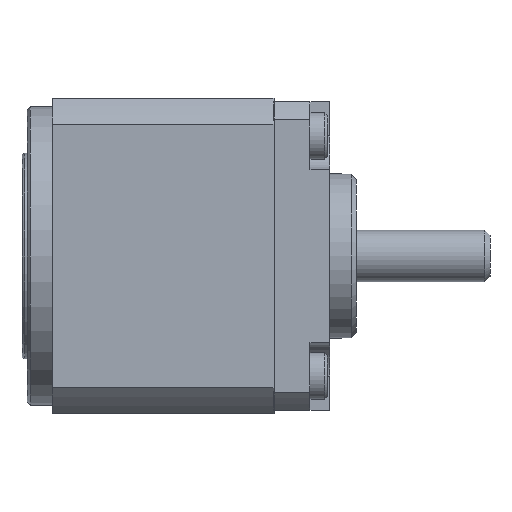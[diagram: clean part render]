
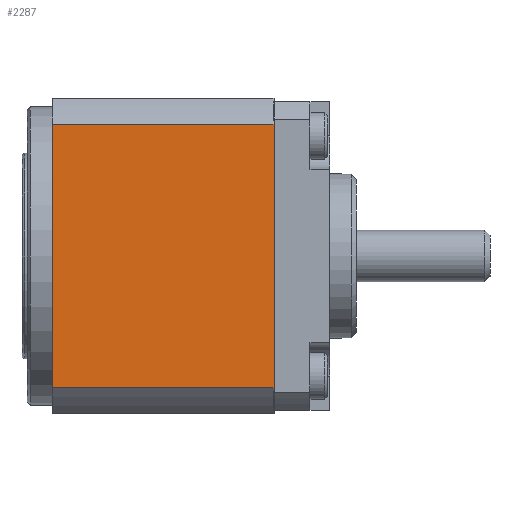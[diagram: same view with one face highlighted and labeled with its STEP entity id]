
A CAD part, front view. The second image highlights one B-rep face of the part: STEP entity #2287.
In plain terms, the highlighted planar face has unit normal (0, -1, 0).
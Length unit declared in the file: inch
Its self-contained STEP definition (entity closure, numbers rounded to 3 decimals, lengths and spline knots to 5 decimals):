
#542 = VERTEX_POINT ( 'NONE', #8042 ) ;
#715 = PLANE ( 'NONE',  #3051 ) ;
#737 = DIRECTION ( 'NONE',  ( -1., 0., 0. ) ) ;
#958 = EDGE_CURVE ( 'NONE', #7228, #542, #2967, .T. ) ;
#1309 = LINE ( 'NONE', #4572, #4703 ) ;
#1373 = DIRECTION ( 'NONE',  ( 0., 0., 1. ) ) ;
#1647 = CARTESIAN_POINT ( 'NONE',  ( 0.96457, -0.60433, -0.50476 ) ) ;
#1791 = CARTESIAN_POINT ( 'NONE',  ( 0., -0.60433, 0.50476 ) ) ;
#2287 = ADVANCED_FACE ( 'NONE', ( #5571 ), #715, .F. ) ;
#2518 = EDGE_LOOP ( 'NONE', ( #7115, #4278, #4254, #6513 ) ) ;
#2860 = LINE ( 'NONE', #3556, #6095 ) ;
#2967 = LINE ( 'NONE', #1791, #4474 ) ;
#3051 = AXIS2_PLACEMENT_3D ( 'NONE', #3912, #5223, #1373 ) ;
#3556 = CARTESIAN_POINT ( 'NONE',  ( 0.96457, -0.60433, 0.50476 ) ) ;
#3834 = EDGE_CURVE ( 'NONE', #542, #4422, #2860, .T. ) ;
#3888 = EDGE_CURVE ( 'NONE', #4294, #7228, #4371, .T. ) ;
#3912 = CARTESIAN_POINT ( 'NONE',  ( 0., -0.60433, 0.50476 ) ) ;
#4161 = VECTOR ( 'NONE', #6838, 39.37008 ) ;
#4224 = DIRECTION ( 'NONE',  ( 0., 0., -1. ) ) ;
#4254 = ORIENTED_EDGE ( 'NONE', *, *, #958, .F. ) ;
#4278 = ORIENTED_EDGE ( 'NONE', *, *, #3834, .F. ) ;
#4294 = VERTEX_POINT ( 'NONE', #6013 ) ;
#4371 = LINE ( 'NONE', #5573, #4161 ) ;
#4422 = VERTEX_POINT ( 'NONE', #1647 ) ;
#4474 = VECTOR ( 'NONE', #5644, 39.37008 ) ;
#4572 = CARTESIAN_POINT ( 'NONE',  ( 0., -0.60433, -0.50476 ) ) ;
#4703 = VECTOR ( 'NONE', #737, 39.37008 ) ;
#5223 = DIRECTION ( 'NONE',  ( 0., 1., 0. ) ) ;
#5571 = FACE_OUTER_BOUND ( 'NONE', #2518, .T. ) ;
#5573 = CARTESIAN_POINT ( 'NONE',  ( 0.11811, -0.60433, 0.50476 ) ) ;
#5644 = DIRECTION ( 'NONE',  ( 1., 0., 0. ) ) ;
#6013 = CARTESIAN_POINT ( 'NONE',  ( 0.11811, -0.60433, -0.50476 ) ) ;
#6095 = VECTOR ( 'NONE', #4224, 39.37008 ) ;
#6513 = ORIENTED_EDGE ( 'NONE', *, *, #3888, .F. ) ;
#6627 = CARTESIAN_POINT ( 'NONE',  ( 0.11811, -0.60433, 0.50476 ) ) ;
#6838 = DIRECTION ( 'NONE',  ( 0., 0., 1. ) ) ;
#7115 = ORIENTED_EDGE ( 'NONE', *, *, #8126, .F. ) ;
#7228 = VERTEX_POINT ( 'NONE', #6627 ) ;
#8042 = CARTESIAN_POINT ( 'NONE',  ( 0.96457, -0.60433, 0.50476 ) ) ;
#8126 = EDGE_CURVE ( 'NONE', #4422, #4294, #1309, .T. ) ;
